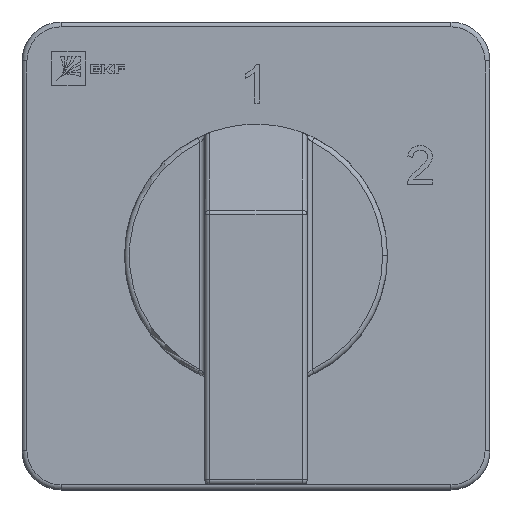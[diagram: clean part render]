
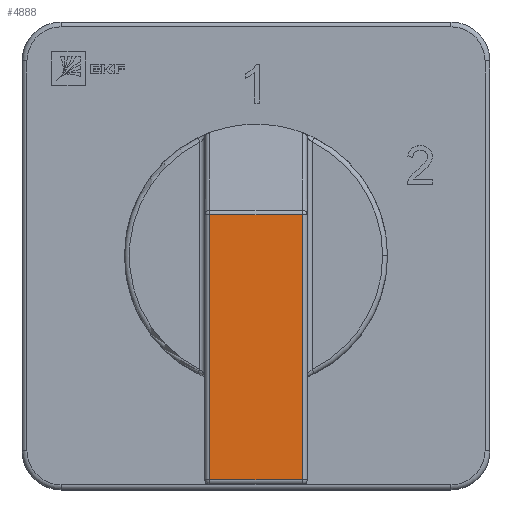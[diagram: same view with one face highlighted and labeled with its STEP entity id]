
A CAD part, top view. The second image highlights one B-rep face of the part: STEP entity #4888.
In plain terms, the highlighted planar face has unit normal (0, 0, 1).
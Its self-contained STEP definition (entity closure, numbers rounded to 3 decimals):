
#798 = VERTEX_POINT ( 'NONE', #3139 ) ;
#1824 = VECTOR ( 'NONE', #11889, 1000. ) ;
#1952 = EDGE_CURVE ( 'NONE', #798, #15807, #4033, .T. ) ;
#3139 = CARTESIAN_POINT ( 'NONE',  ( -4.75, -23., 23.5 ) ) ;
#3509 = ORIENTED_EDGE ( 'NONE', *, *, #11084, .T. ) ;
#3540 = VECTOR ( 'NONE', #16891, 1000. ) ;
#4033 = LINE ( 'NONE', #17036, #3540 ) ;
#4142 = CARTESIAN_POINT ( 'NONE',  ( 5.25, 4.203, 23.5 ) ) ;
#4888 = ADVANCED_FACE ( 'NONE', ( #13558 ), #8590, .F. ) ;
#5834 = AXIS2_PLACEMENT_3D ( 'NONE', #10137, #10275, #11817 ) ;
#6631 = VECTOR ( 'NONE', #16180, 1000. ) ;
#8590 = PLANE ( 'NONE',  #5834 ) ;
#9679 = ORIENTED_EDGE ( 'NONE', *, *, #11772, .T. ) ;
#9693 = EDGE_CURVE ( 'NONE', #12648, #11789, #16530, .T. ) ;
#9744 = LINE ( 'NONE', #17873, #6631 ) ;
#10137 = CARTESIAN_POINT ( 'NONE',  ( 5.25, 4.5, 23.5 ) ) ;
#10275 = DIRECTION ( 'NONE',  ( 0., 0., -1. ) ) ;
#11084 = EDGE_CURVE ( 'NONE', #11789, #798, #9744, .T. ) ;
#11772 = EDGE_CURVE ( 'NONE', #15807, #12648, #19401, .T. ) ;
#11789 = VERTEX_POINT ( 'NONE', #19607 ) ;
#11817 = DIRECTION ( 'NONE',  ( 0., 1., 0. ) ) ;
#11889 = DIRECTION ( 'NONE',  ( -1., 0., 0. ) ) ;
#12407 = EDGE_LOOP ( 'NONE', ( #9679, #17278, #3509, #18136 ) ) ;
#12648 = VERTEX_POINT ( 'NONE', #15514 ) ;
#13558 = FACE_OUTER_BOUND ( 'NONE', #12407, .T. ) ;
#14812 = VECTOR ( 'NONE', #19681, 1000. ) ;
#15514 = CARTESIAN_POINT ( 'NONE',  ( 4.75, 4.203, 23.5 ) ) ;
#15807 = VERTEX_POINT ( 'NONE', #16008 ) ;
#16008 = CARTESIAN_POINT ( 'NONE',  ( 4.75, -23., 23.5 ) ) ;
#16180 = DIRECTION ( 'NONE',  ( 0., -1., 0. ) ) ;
#16530 = LINE ( 'NONE', #4142, #1824 ) ;
#16891 = DIRECTION ( 'NONE',  ( 1., 0., 0. ) ) ;
#17036 = CARTESIAN_POINT ( 'NONE',  ( 5.25, -23., 23.5 ) ) ;
#17278 = ORIENTED_EDGE ( 'NONE', *, *, #9693, .T. ) ;
#17873 = CARTESIAN_POINT ( 'NONE',  ( -4.75, -23.5, 23.5 ) ) ;
#18132 = CARTESIAN_POINT ( 'NONE',  ( 4.75, 4.5, 23.5 ) ) ;
#18136 = ORIENTED_EDGE ( 'NONE', *, *, #1952, .T. ) ;
#19401 = LINE ( 'NONE', #18132, #14812 ) ;
#19607 = CARTESIAN_POINT ( 'NONE',  ( -4.75, 4.203, 23.5 ) ) ;
#19681 = DIRECTION ( 'NONE',  ( 0., 1., 0. ) ) ;
